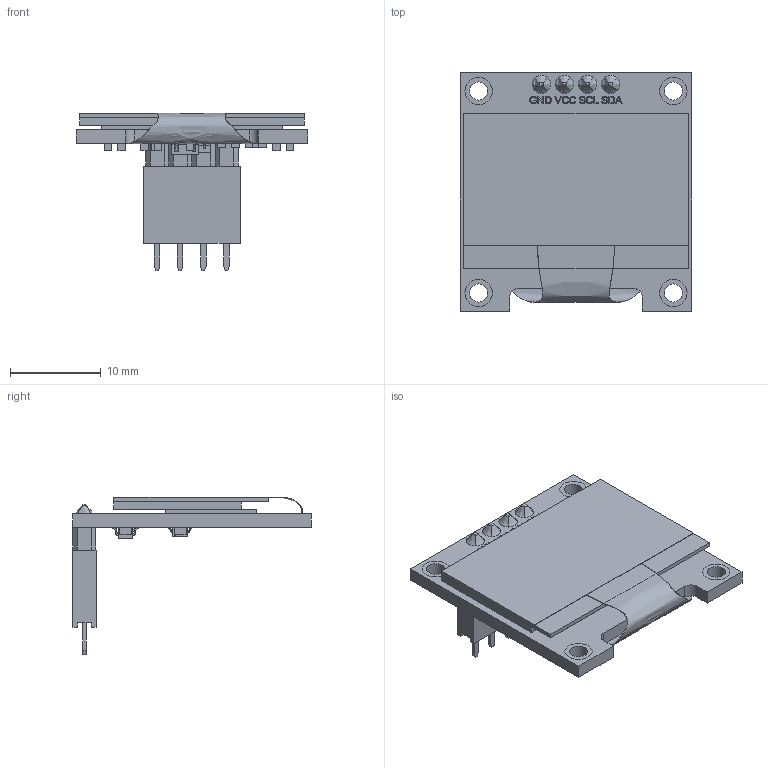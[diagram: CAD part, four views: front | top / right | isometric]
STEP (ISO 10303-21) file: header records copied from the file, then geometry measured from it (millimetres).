
FILE_DESCRIPTION(('FreeCAD Model'),'2;1');
FILE_NAME('Open CASCADE Shape Model','2023-07-31T10:59:35',(''),(''), 'Open CASCADE STEP processor 7.6','FreeCAD','Unknown');
FILE_SCHEMA(('AUTOMOTIVE_DESIGN { 1 0 10303 214 1 1 1 1 }'));
Length unit declared in the file: millimetre
Products named in the file (86): SSD1306_OLED_Display(128x64) v23; board009; board; board001; board002; board003; board004; board005; board006; board007; board008; screen003; screen; screen001; screen002; pin_header008; pin_header; pin_header001; pin_header002; pin_header003; pin_header004; pin_header005; pin_header006; pin_header007; PIN HEADER FAMALE 2.54MM P4 v1; soldering004; soldering; soldering001; soldering002; soldering003; smd_capacitor003; smd_capacitor; smd_capacitor001; smd_capacitor002; smd_capacitor (1)003; smd_capacitor (1); smd_capacitor (1)001; smd_capacitor (1)002; 914_smd_resistor003; 914_smd_resistor ...
Assembly tree (91 placements, depth 3):
  SSD1306_OLED_Display(128x64) v23
    board009
      board
      board001
      board002
      board003
      board004
      board005
      board006
      board007
      board008
    screen003
      screen
      screen001
      screen002
    pin_header008
      pin_header
      pin_header001
      pin_header002
      pin_header003
      pin_header004
      pin_header005
      pin_header006
      pin_header007
      PIN HEADER FAMALE 2.54MM P4 v1
    soldering004
      soldering
      soldering001
      soldering002
      soldering003
    smd_capacitor003
      smd_capacitor
      smd_capacitor001
      smd_capacitor002
    smd_capacitor (1)003
      smd_capacitor (1)
      smd_capacitor (1)001
      smd_capacitor (1)002
    914_smd_resistor003
      914_smd_resistor
      914_smd_resistor001
      914_smd_resistor002
    472_smd_resistor003
      472_smd_resistor
      472_smd_resistor001
      472_smd_resistor002
    472_smd_resistor007
      472_smd_resistor
      472_smd_resistor001
      472_smd_resistor002
    472_smd_resistor011
      472_smd_resistor
      472_smd_resistor001
      472_smd_resistor002
    t4_smd_diode003
      t4_smd_diode
      t4_smd_diode001
      t4_smd_diode002
    smd_capacitor (2)003
      smd_capacitor (2)
Bounding box: 25.4 x 26.2 x 17.29 mm (x, y, z)
Volume: 1812.2 mm3; surface area: 5100 mm2
Topology: 72 solids, 72 shells, 1288 faces, 3209 edges, 2122 vertices
Faces by surface type: plane 836, bspline 414, cylinder 38
Full cylindrical faces by diameter (mm): 1 x4, 1.2 x8, 2 x4, 3 x8
Entity records: 41522 total; most frequent: CARTESIAN_POINT 13696, ORIENTED_EDGE 5710, DIRECTION 4011, EDGE_CURVE 2855, LINE 2075, VECTOR 2075, VERTEX_POINT 1886, FACE_BOUND 1239
